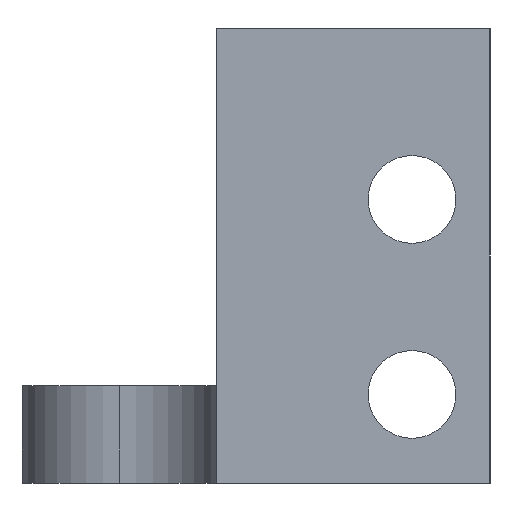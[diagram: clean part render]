
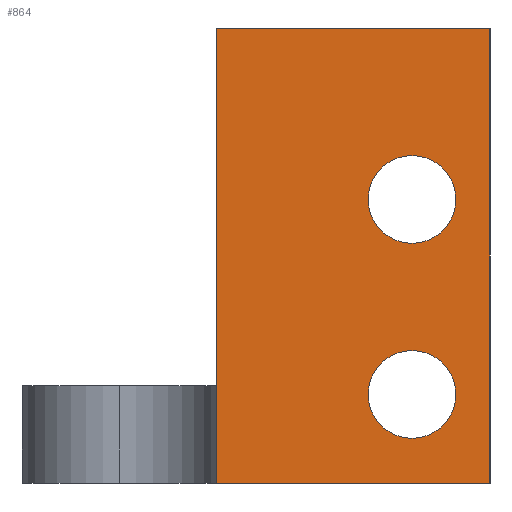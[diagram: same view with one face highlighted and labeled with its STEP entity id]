
A CAD part, left-side view. The second image highlights one B-rep face of the part: STEP entity #864.
In plain terms, the highlighted planar face has unit normal (-1, 0, 0).
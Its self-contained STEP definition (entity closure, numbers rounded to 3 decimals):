
#2 = EDGE_CURVE ( 'NONE', #91, #427, #50, .T. ) ;
#19 = EDGE_LOOP ( 'NONE', ( #874, #843 ) ) ;
#29 = EDGE_CURVE ( 'NONE', #427, #91, #920, .T. ) ;
#50 = CIRCLE ( 'NONE', #130, 2.25 ) ;
#61 = DIRECTION ( 'NONE',  ( 1., 0., 0. ) ) ;
#84 = EDGE_CURVE ( 'NONE', #244, #163, #304, .T. ) ;
#88 = VECTOR ( 'NONE', #422, 1000. ) ;
#91 = VERTEX_POINT ( 'NONE', #844 ) ;
#96 = FACE_OUTER_BOUND ( 'NONE', #557, .T. ) ;
#103 = ORIENTED_EDGE ( 'NONE', *, *, #773, .F. ) ;
#124 = VERTEX_POINT ( 'NONE', #932 ) ;
#128 = EDGE_CURVE ( 'NONE', #244, #791, #551, .T. ) ;
#130 = AXIS2_PLACEMENT_3D ( 'NONE', #610, #458, #295 ) ;
#136 = DIRECTION ( 'NONE',  ( 1., 0., 0. ) ) ;
#144 = DIRECTION ( 'NONE',  ( 0., 0., -1. ) ) ;
#152 = DIRECTION ( 'NONE',  ( 0., -1., 0. ) ) ;
#163 = VERTEX_POINT ( 'NONE', #793 ) ;
#240 = EDGE_CURVE ( 'NONE', #163, #124, #725, .T. ) ;
#244 = VERTEX_POINT ( 'NONE', #651 ) ;
#257 = ORIENTED_EDGE ( 'NONE', *, *, #128, .F. ) ;
#267 = CARTESIAN_POINT ( 'NONE',  ( -39.4, -14., 23.3 ) ) ;
#269 = AXIS2_PLACEMENT_3D ( 'NONE', #444, #61, #451 ) ;
#281 = CARTESIAN_POINT ( 'NONE',  ( -39.4, -10., 16.8 ) ) ;
#295 = DIRECTION ( 'NONE',  ( 0., 0., -1. ) ) ;
#304 = LINE ( 'NONE', #617, #853 ) ;
#362 = CARTESIAN_POINT ( 'NONE',  ( -39.4, -10., 6.8 ) ) ;
#369 = ORIENTED_EDGE ( 'NONE', *, *, #29, .T. ) ;
#408 = ORIENTED_EDGE ( 'NONE', *, *, #84, .T. ) ;
#422 = DIRECTION ( 'NONE',  ( 0., 0., -1. ) ) ;
#427 = VERTEX_POINT ( 'NONE', #362 ) ;
#439 = VERTEX_POINT ( 'NONE', #281 ) ;
#444 = CARTESIAN_POINT ( 'NONE',  ( -39.4, -10., 14.55 ) ) ;
#451 = DIRECTION ( 'NONE',  ( 0., 0., -1. ) ) ;
#453 = DIRECTION ( 'NONE',  ( 0., 0., -1. ) ) ;
#458 = DIRECTION ( 'NONE',  ( 1., 0., 0. ) ) ;
#484 = EDGE_CURVE ( 'NONE', #581, #439, #988, .T. ) ;
#496 = AXIS2_PLACEMENT_3D ( 'NONE', #1007, #619, #453 ) ;
#497 = FACE_BOUND ( 'NONE', #19, .T. ) ;
#501 = LINE ( 'NONE', #810, #88 ) ;
#505 = FACE_BOUND ( 'NONE', #721, .T. ) ;
#515 = DIRECTION ( 'NONE',  ( 0., 0., -1. ) ) ;
#520 = EDGE_CURVE ( 'NONE', #439, #581, #904, .T. ) ;
#537 = DIRECTION ( 'NONE',  ( 0., 0., -1. ) ) ;
#551 = LINE ( 'NONE', #856, #821 ) ;
#557 = EDGE_LOOP ( 'NONE', ( #727, #103, #257, #408 ) ) ;
#570 = CARTESIAN_POINT ( 'NONE',  ( -39.4, -14., 0. ) ) ;
#581 = VERTEX_POINT ( 'NONE', #696 ) ;
#584 = DIRECTION ( 'NONE',  ( 1., 0., 0. ) ) ;
#610 = CARTESIAN_POINT ( 'NONE',  ( -39.4, -10., 4.55 ) ) ;
#617 = CARTESIAN_POINT ( 'NONE',  ( -39.4, 0., 23.3 ) ) ;
#619 = DIRECTION ( 'NONE',  ( 1., 0., 0. ) ) ;
#639 = DIRECTION ( 'NONE',  ( 0., -1., 0. ) ) ;
#651 = CARTESIAN_POINT ( 'NONE',  ( -39.4, 0., 23.3 ) ) ;
#696 = CARTESIAN_POINT ( 'NONE',  ( -39.4, -10., 12.3 ) ) ;
#721 = EDGE_LOOP ( 'NONE', ( #938, #369 ) ) ;
#725 = LINE ( 'NONE', #570, #986 ) ;
#727 = ORIENTED_EDGE ( 'NONE', *, *, #240, .T. ) ;
#773 = EDGE_CURVE ( 'NONE', #791, #124, #501, .T. ) ;
#791 = VERTEX_POINT ( 'NONE', #960 ) ;
#793 = CARTESIAN_POINT ( 'NONE',  ( -39.4, 0., 0. ) ) ;
#810 = CARTESIAN_POINT ( 'NONE',  ( -39.4, -14., 23.3 ) ) ;
#821 = VECTOR ( 'NONE', #152, 1000. ) ;
#832 = CARTESIAN_POINT ( 'NONE',  ( -39.4, -10., 14.55 ) ) ;
#843 = ORIENTED_EDGE ( 'NONE', *, *, #520, .T. ) ;
#844 = CARTESIAN_POINT ( 'NONE',  ( -39.4, -10., 2.3 ) ) ;
#853 = VECTOR ( 'NONE', #537, 1000. ) ;
#856 = CARTESIAN_POINT ( 'NONE',  ( -39.4, -14., 23.3 ) ) ;
#864 = ADVANCED_FACE ( 'NONE', ( #505, #497, #96 ), #895, .F. ) ;
#871 = AXIS2_PLACEMENT_3D ( 'NONE', #267, #584, #515 ) ;
#874 = ORIENTED_EDGE ( 'NONE', *, *, #484, .T. ) ;
#895 = PLANE ( 'NONE',  #871 ) ;
#904 = CIRCLE ( 'NONE', #269, 2.25 ) ;
#920 = CIRCLE ( 'NONE', #496, 2.25 ) ;
#932 = CARTESIAN_POINT ( 'NONE',  ( -39.4, -14., 0. ) ) ;
#938 = ORIENTED_EDGE ( 'NONE', *, *, #2, .T. ) ;
#960 = CARTESIAN_POINT ( 'NONE',  ( -39.4, -14., 23.3 ) ) ;
#986 = VECTOR ( 'NONE', #639, 1000. ) ;
#988 = CIRCLE ( 'NONE', #1004, 2.25 ) ;
#1004 = AXIS2_PLACEMENT_3D ( 'NONE', #832, #136, #144 ) ;
#1007 = CARTESIAN_POINT ( 'NONE',  ( -39.4, -10., 4.55 ) ) ;
